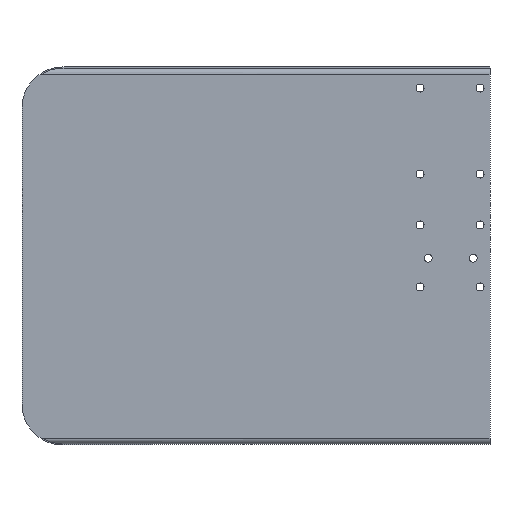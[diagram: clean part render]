
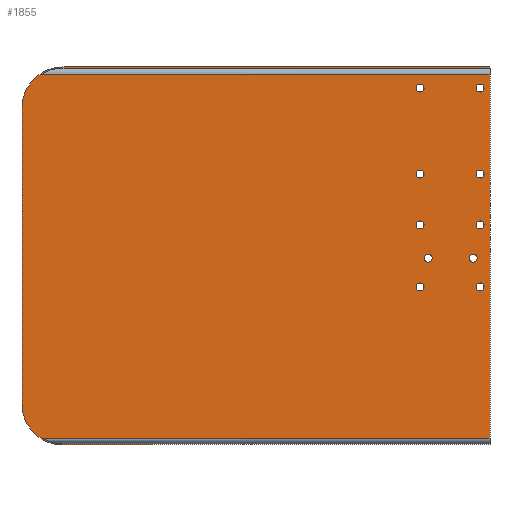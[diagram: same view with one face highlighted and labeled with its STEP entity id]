
A CAD part, left-side view. The second image highlights one B-rep face of the part: STEP entity #1855.
In plain terms, the highlighted planar face has unit normal (-1, 0, 0).
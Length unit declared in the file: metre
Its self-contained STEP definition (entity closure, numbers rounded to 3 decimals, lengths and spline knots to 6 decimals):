
#95=LINE('',#4976,#211);
#97=LINE('',#4982,#213);
#151=LINE('',#5183,#267);
#154=LINE('',#5189,#270);
#156=LINE('',#5192,#272);
#158=LINE('',#5195,#274);
#179=LINE('',#5444,#295);
#180=LINE('',#5455,#296);
#182=LINE('',#5460,#298);
#183=LINE('',#5461,#299);
#211=VECTOR('',#2199,1.);
#213=VECTOR('',#2203,1.);
#267=VECTOR('',#2337,1.);
#270=VECTOR('',#2342,1.);
#272=VECTOR('',#2346,1.);
#274=VECTOR('',#2350,1.);
#295=VECTOR('',#2533,1.);
#296=VECTOR('',#2536,1.);
#298=VECTOR('',#2542,1.);
#299=VECTOR('',#2543,1.);
#650=ORIENTED_EDGE('',*,*,#1011,.T.);
#651=ORIENTED_EDGE('',*,*,#858,.F.);
#652=ORIENTED_EDGE('',*,*,#1013,.F.);
#653=ORIENTED_EDGE('',*,*,#1015,.T.);
#654=ORIENTED_EDGE('',*,*,#1016,.F.);
#655=ORIENTED_EDGE('',*,*,#855,.T.);
#656=ORIENTED_EDGE('',*,*,#944,.T.);
#657=ORIENTED_EDGE('',*,*,#882,.T.);
#658=ORIENTED_EDGE('',*,*,#942,.F.);
#659=ORIENTED_EDGE('',*,*,#886,.T.);
#660=ORIENTED_EDGE('',*,*,#940,.F.);
#661=ORIENTED_EDGE('',*,*,#937,.F.);
#662=ORIENTED_EDGE('',*,*,#1017,.T.);
#663=ORIENTED_EDGE('',*,*,#1018,.T.);
#664=ORIENTED_EDGE('',*,*,#1019,.T.);
#665=ORIENTED_EDGE('',*,*,#1020,.T.);
#666=ORIENTED_EDGE('',*,*,#1021,.T.);
#667=ORIENTED_EDGE('',*,*,#1022,.T.);
#668=ORIENTED_EDGE('',*,*,#1023,.T.);
#669=ORIENTED_EDGE('',*,*,#1024,.T.);
#670=ORIENTED_EDGE('',*,*,#1025,.T.);
#671=ORIENTED_EDGE('',*,*,#1026,.T.);
#672=ORIENTED_EDGE('',*,*,#1027,.T.);
#673=ORIENTED_EDGE('',*,*,#1028,.T.);
#855=EDGE_CURVE('',#1099,#1098,#95,.T.);
#858=EDGE_CURVE('',#1101,#1102,#97,.T.);
#882=EDGE_CURVE('',#1125,#1124,#1266,.T.);
#886=EDGE_CURVE('',#1129,#1128,#1268,.T.);
#937=EDGE_CURVE('',#1158,#1159,#151,.T.);
#940=EDGE_CURVE('',#1159,#1128,#154,.T.);
#942=EDGE_CURVE('',#1129,#1124,#156,.T.);
#944=EDGE_CURVE('',#1098,#1125,#158,.T.);
#1011=EDGE_CURVE('',#1205,#1102,#179,.T.);
#1013=EDGE_CURVE('',#1208,#1101,#180,.T.);
#1015=EDGE_CURVE('',#1208,#1209,#1322,.F.);
#1016=EDGE_CURVE('',#1099,#1209,#182,.T.);
#1017=EDGE_CURVE('',#1158,#1210,#183,.T.);
#1018=EDGE_CURVE('',#1210,#1205,#1323,.F.);
#1019=EDGE_CURVE('',#1211,#1211,#1324,.T.);
#1020=EDGE_CURVE('',#1212,#1212,#1325,.T.);
#1021=EDGE_CURVE('',#1213,#1213,#1326,.T.);
#1022=EDGE_CURVE('',#1214,#1214,#1327,.T.);
#1023=EDGE_CURVE('',#1215,#1215,#1328,.T.);
#1024=EDGE_CURVE('',#1216,#1216,#1329,.T.);
#1025=EDGE_CURVE('',#1217,#1217,#1330,.T.);
#1026=EDGE_CURVE('',#1218,#1218,#1331,.T.);
#1027=EDGE_CURVE('',#1219,#1219,#1332,.T.);
#1028=EDGE_CURVE('',#1220,#1220,#1333,.T.);
#1098=VERTEX_POINT('',#4975);
#1099=VERTEX_POINT('',#4977);
#1101=VERTEX_POINT('',#4981);
#1102=VERTEX_POINT('',#4983);
#1124=VERTEX_POINT('',#5029);
#1125=VERTEX_POINT('',#5031);
#1128=VERTEX_POINT('',#5038);
#1129=VERTEX_POINT('',#5040);
#1158=VERTEX_POINT('',#5182);
#1159=VERTEX_POINT('',#5184);
#1205=VERTEX_POINT('',#5441);
#1208=VERTEX_POINT('',#5454);
#1209=VERTEX_POINT('',#5459);
#1210=VERTEX_POINT('',#5462);
#1211=VERTEX_POINT('',#5465);
#1212=VERTEX_POINT('',#5467);
#1213=VERTEX_POINT('',#5469);
#1214=VERTEX_POINT('',#5471);
#1215=VERTEX_POINT('',#5473);
#1216=VERTEX_POINT('',#5475);
#1217=VERTEX_POINT('',#5477);
#1218=VERTEX_POINT('',#5479);
#1219=VERTEX_POINT('',#5481);
#1220=VERTEX_POINT('',#5483);
#1266=CIRCLE('',#1948,0.041);
#1268=CIRCLE('',#1951,0.041);
#1322=CIRCLE('',#2066,0.04);
#1323=CIRCLE('',#2067,0.04);
#1324=CIRCLE('',#2068,0.004);
#1325=CIRCLE('',#2069,0.004);
#1326=CIRCLE('',#2070,0.004);
#1327=CIRCLE('',#2071,0.004);
#1328=CIRCLE('',#2072,0.004);
#1329=CIRCLE('',#2073,0.004);
#1330=CIRCLE('',#2074,0.004);
#1331=CIRCLE('',#2075,0.004);
#1332=CIRCLE('',#2076,0.004);
#1333=CIRCLE('',#2077,0.004);
#1465=EDGE_LOOP('',(#650,#651,#652,#653,#654,#655,#656,#657,#658,#659,#660,
#661,#662,#663));
#1466=EDGE_LOOP('',(#664));
#1467=EDGE_LOOP('',(#665));
#1468=EDGE_LOOP('',(#666));
#1469=EDGE_LOOP('',(#667));
#1470=EDGE_LOOP('',(#668));
#1471=EDGE_LOOP('',(#669));
#1472=EDGE_LOOP('',(#670));
#1473=EDGE_LOOP('',(#671));
#1474=EDGE_LOOP('',(#672));
#1475=EDGE_LOOP('',(#673));
#1658=FACE_BOUND('',#1465,.T.);
#1659=FACE_BOUND('',#1466,.T.);
#1660=FACE_BOUND('',#1467,.T.);
#1661=FACE_BOUND('',#1468,.T.);
#1662=FACE_BOUND('',#1469,.T.);
#1663=FACE_BOUND('',#1470,.T.);
#1664=FACE_BOUND('',#1471,.T.);
#1665=FACE_BOUND('',#1472,.T.);
#1666=FACE_BOUND('',#1473,.T.);
#1667=FACE_BOUND('',#1474,.T.);
#1668=FACE_BOUND('',#1475,.T.);
#1770=PLANE('',#2065);
#1855=ADVANCED_FACE('',(#1658,#1659,#1660,#1661,#1662,#1663,#1664,#1665,
#1666,#1667,#1668),#1770,.F.);
#1948=AXIS2_PLACEMENT_3D('',#5030,#2236,#2237);
#1951=AXIS2_PLACEMENT_3D('',#5039,#2244,#2245);
#2065=AXIS2_PLACEMENT_3D('',#5457,#2538,#2539);
#2066=AXIS2_PLACEMENT_3D('',#5458,#2540,#2541);
#2067=AXIS2_PLACEMENT_3D('',#5463,#2544,#2545);
#2068=AXIS2_PLACEMENT_3D('',#5464,#2546,#2547);
#2069=AXIS2_PLACEMENT_3D('',#5466,#2548,#2549);
#2070=AXIS2_PLACEMENT_3D('',#5468,#2550,#2551);
#2071=AXIS2_PLACEMENT_3D('',#5470,#2552,#2553);
#2072=AXIS2_PLACEMENT_3D('',#5472,#2554,#2555);
#2073=AXIS2_PLACEMENT_3D('',#5474,#2556,#2557);
#2074=AXIS2_PLACEMENT_3D('',#5476,#2558,#2559);
#2075=AXIS2_PLACEMENT_3D('',#5478,#2560,#2561);
#2076=AXIS2_PLACEMENT_3D('',#5480,#2562,#2563);
#2077=AXIS2_PLACEMENT_3D('',#5482,#2564,#2565);
#2199=DIRECTION('',(0.,0.,1.));
#2203=DIRECTION('',(0.,0.,-1.));
#2236=DIRECTION('',(-1.,0.,0.));
#2237=DIRECTION('',(0.,0.,1.));
#2244=DIRECTION('',(-1.,0.,0.));
#2245=DIRECTION('',(0.,0.,1.));
#2337=DIRECTION('',(0.,0.,-1.));
#2342=DIRECTION('',(0.,1.,0.));
#2346=DIRECTION('',(0.,0.,1.));
#2350=DIRECTION('',(0.,1.,0.));
#2533=DIRECTION('',(0.,-1.,0.));
#2536=DIRECTION('',(0.,-1.,0.));
#2538=DIRECTION('',(1.,0.,0.));
#2539=DIRECTION('',(0.,0.,1.));
#2540=DIRECTION('',(-1.,0.,0.));
#2541=DIRECTION('',(0.,0.,1.));
#2542=DIRECTION('',(0.,1.,0.));
#2543=DIRECTION('',(0.,1.,0.));
#2544=DIRECTION('',(-1.,0.,0.));
#2545=DIRECTION('',(0.,0.,1.));
#2546=DIRECTION('',(1.,0.,0.));
#2547=DIRECTION('',(0.,0.,-1.));
#2548=DIRECTION('',(1.,0.,0.));
#2549=DIRECTION('',(0.,0.,-1.));
#2550=DIRECTION('',(1.,0.,0.));
#2551=DIRECTION('',(0.,0.,-1.));
#2552=DIRECTION('',(1.,0.,0.));
#2553=DIRECTION('',(0.,0.,-1.));
#2554=DIRECTION('',(1.,0.,0.));
#2555=DIRECTION('',(0.,0.,-1.));
#2556=DIRECTION('',(1.,0.,0.));
#2557=DIRECTION('',(0.,0.,-1.));
#2558=DIRECTION('',(1.,0.,0.));
#2559=DIRECTION('',(0.,0.,-1.));
#2560=DIRECTION('',(1.,0.,0.));
#2561=DIRECTION('',(0.,0.,-1.));
#2562=DIRECTION('',(1.,0.,0.));
#2563=DIRECTION('',(0.,0.,-1.));
#2564=DIRECTION('',(1.,0.,0.));
#2565=DIRECTION('',(0.,0.,-1.));
#4975=CARTESIAN_POINT('',(-0.150058,0.,0.189));
#4976=CARTESIAN_POINT('',(-0.150058,0.,0.1885));
#4977=CARTESIAN_POINT('',(-0.150058,0.,0.188));
#4981=CARTESIAN_POINT('',(-0.150058,0.,0.182));
#4982=CARTESIAN_POINT('',(-0.150058,0.,0.));
#4983=CARTESIAN_POINT('',(-0.150058,0.,-0.182));
#5029=CARTESIAN_POINT('',(-0.150058,0.468,0.148));
#5030=CARTESIAN_POINT('',(-0.150058,0.427,0.148));
#5031=CARTESIAN_POINT('',(-0.150058,0.427,0.189));
#5038=CARTESIAN_POINT('',(-0.150058,0.427,-0.189));
#5039=CARTESIAN_POINT('',(-0.150058,0.427,-0.148));
#5040=CARTESIAN_POINT('',(-0.150058,0.468,-0.148));
#5182=CARTESIAN_POINT('',(-0.150058,0.338,-0.188));
#5183=CARTESIAN_POINT('',(-0.150058,0.338,-0.1885));
#5184=CARTESIAN_POINT('',(-0.150058,0.338,-0.189));
#5189=CARTESIAN_POINT('',(-0.150058,0.3825,-0.189));
#5192=CARTESIAN_POINT('',(-0.150058,0.468,0.));
#5195=CARTESIAN_POINT('',(-0.150058,0.2135,0.189));
#5441=CARTESIAN_POINT('',(-0.150058,0.448071,-0.182));
#5444=CARTESIAN_POINT('',(-0.150058,0.467,-0.182));
#5454=CARTESIAN_POINT('',(-0.150058,0.448071,0.182));
#5455=CARTESIAN_POINT('',(-0.150058,0.467,0.182));
#5457=CARTESIAN_POINT('',(-0.150058,0.467,0.));
#5458=CARTESIAN_POINT('',(-0.150058,0.427,0.148));
#5459=CARTESIAN_POINT('',(-0.150058,0.427,0.188));
#5460=CARTESIAN_POINT('',(-0.150058,0.2135,0.188));
#5461=CARTESIAN_POINT('',(-0.150058,0.3825,-0.188));
#5462=CARTESIAN_POINT('',(-0.150058,0.427,-0.188));
#5463=CARTESIAN_POINT('',(-0.150058,0.427,-0.148));
#5464=CARTESIAN_POINT('',(-0.150058,0.01,0.168));
#5465=CARTESIAN_POINT('',(-0.150058,0.01,0.164));
#5466=CARTESIAN_POINT('',(-0.150058,0.061864,-0.002162));
#5467=CARTESIAN_POINT('',(-0.150058,0.061864,-0.006162));
#5468=CARTESIAN_POINT('',(-0.150058,0.01,0.031));
#5469=CARTESIAN_POINT('',(-0.150058,0.01,0.027));
#5470=CARTESIAN_POINT('',(-0.150058,0.07,0.082));
#5471=CARTESIAN_POINT('',(-0.150058,0.07,0.078));
#5472=CARTESIAN_POINT('',(-0.150058,0.01,0.082));
#5473=CARTESIAN_POINT('',(-0.150058,0.01,0.078));
#5474=CARTESIAN_POINT('',(-0.150058,0.07,0.168));
#5475=CARTESIAN_POINT('',(-0.150058,0.07,0.164));
#5476=CARTESIAN_POINT('',(-0.150058,0.016864,-0.002162));
#5477=CARTESIAN_POINT('',(-0.150058,0.016864,-0.006162));
#5478=CARTESIAN_POINT('',(-0.150058,0.07,-0.031));
#5479=CARTESIAN_POINT('',(-0.150058,0.07,-0.035));
#5480=CARTESIAN_POINT('',(-0.150058,0.07,0.031));
#5481=CARTESIAN_POINT('',(-0.150058,0.07,0.027));
#5482=CARTESIAN_POINT('',(-0.150058,0.01,-0.031));
#5483=CARTESIAN_POINT('',(-0.150058,0.01,-0.035));
